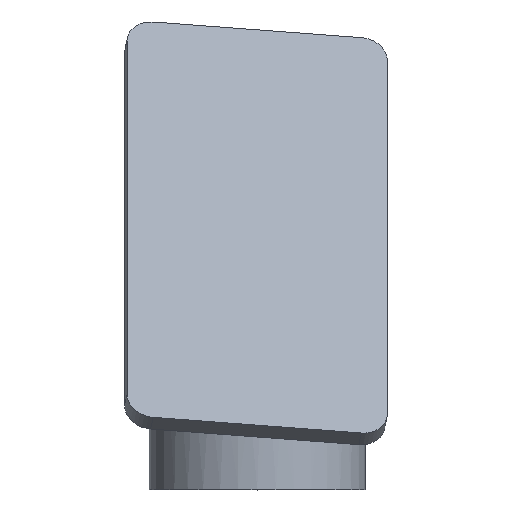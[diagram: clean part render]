
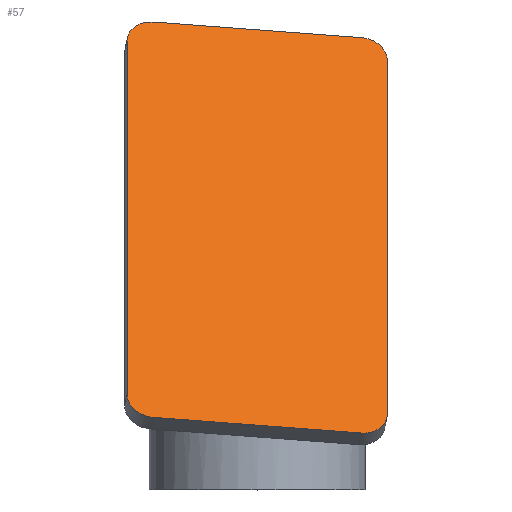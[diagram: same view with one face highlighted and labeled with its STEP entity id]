
A CAD part, top view. The second image highlights one B-rep face of the part: STEP entity #57.
In plain terms, the highlighted planar face has unit normal (0.125, 0.589, 0.798).
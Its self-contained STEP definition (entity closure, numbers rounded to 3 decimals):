
#21 = EDGE_CURVE('',#22,#24,#26,.T.);
#22 = VERTEX_POINT('',#23);
#23 = CARTESIAN_POINT('',(-47.099,-66.593,
    55.73));
#24 = VERTEX_POINT('',#25);
#25 = CARTESIAN_POINT('',(-47.099,-12.665,
    15.971));
#26 = LINE('',#27,#28);
#27 = CARTESIAN_POINT('',(-47.099,-69.812,
    58.104));
#28 = VECTOR('',#29,1.);
#29 = DIRECTION('',(0.,0.805,-0.593)
  );
#57 = ADVANCED_FACE('',(#58),#119,.T.);
#58 = FACE_BOUND('',#59,.T.);
#59 = EDGE_LOOP('',(#60,#61,#70,#78,#87,#95,#104,#112));
#60 = ORIENTED_EDGE('',*,*,#21,.F.);
#61 = ORIENTED_EDGE('',*,*,#62,.T.);
#62 = EDGE_CURVE('',#22,#63,#65,.T.);
#63 = VERTEX_POINT('',#64);
#64 = CARTESIAN_POINT('',(-43.131,-70.11,
    57.7));
#65 = CIRCLE('',#66,4.);
#66 = AXIS2_PLACEMENT_3D('',#67,#68,#69);
#67 = CARTESIAN_POINT('',(-43.131,-66.89,
    55.326));
#68 = DIRECTION('',(0.125,0.589,0.799));
#69 = DIRECTION('',(0.,0.805,-0.593)
  );
#70 = ORIENTED_EDGE('',*,*,#71,.F.);
#71 = EDGE_CURVE('',#72,#63,#74,.T.);
#72 = VERTEX_POINT('',#73);
#73 = CARTESIAN_POINT('',(-11.383,-72.49,
    54.472));
#74 = LINE('',#75,#76);
#75 = CARTESIAN_POINT('',(-7.414,-72.787,
    54.068));
#76 = VECTOR('',#77,1.);
#77 = DIRECTION('',(-0.992,0.074,0.101));
#78 = ORIENTED_EDGE('',*,*,#79,.T.);
#79 = EDGE_CURVE('',#72,#80,#82,.T.);
#80 = VERTEX_POINT('',#81);
#81 = CARTESIAN_POINT('',(-7.414,-69.568,
    51.695));
#82 = CIRCLE('',#83,4.);
#83 = AXIS2_PLACEMENT_3D('',#84,#85,#86);
#84 = CARTESIAN_POINT('',(-11.383,-69.27,
    52.098));
#85 = DIRECTION('',(0.125,0.589,0.799));
#86 = DIRECTION('',(0.,0.805,-0.593)
  );
#87 = ORIENTED_EDGE('',*,*,#88,.F.);
#88 = EDGE_CURVE('',#89,#80,#91,.T.);
#89 = VERTEX_POINT('',#90);
#90 = CARTESIAN_POINT('',(-7.414,-15.64,
    11.936));
#91 = LINE('',#92,#93);
#92 = CARTESIAN_POINT('',(-7.414,-12.42,9.562
    ));
#93 = VECTOR('',#94,1.);
#94 = DIRECTION('',(0.,-0.805,0.593));
#95 = ORIENTED_EDGE('',*,*,#96,.F.);
#96 = EDGE_CURVE('',#97,#89,#99,.T.);
#97 = VERTEX_POINT('',#98);
#98 = CARTESIAN_POINT('',(-11.383,-12.123,9.966
    ));
#99 = CIRCLE('',#100,4.);
#100 = AXIS2_PLACEMENT_3D('',#101,#102,#103);
#101 = CARTESIAN_POINT('',(-11.383,-15.342,12.339
    ));
#102 = DIRECTION('',(-0.125,-0.589,-0.799));
#103 = DIRECTION('',(0.,0.805,-0.593)
  );
#104 = ORIENTED_EDGE('',*,*,#105,.F.);
#105 = EDGE_CURVE('',#106,#97,#108,.T.);
#106 = VERTEX_POINT('',#107);
#107 = CARTESIAN_POINT('',(-43.131,-9.743,
    13.194));
#108 = LINE('',#109,#110);
#109 = CARTESIAN_POINT('',(-47.099,-9.445,
    13.597));
#110 = VECTOR('',#111,1.);
#111 = DIRECTION('',(0.992,-0.074,-0.101)
  );
#112 = ORIENTED_EDGE('',*,*,#113,.F.);
#113 = EDGE_CURVE('',#24,#106,#114,.T.);
#114 = CIRCLE('',#115,4.);
#115 = AXIS2_PLACEMENT_3D('',#116,#117,#118);
#116 = CARTESIAN_POINT('',(-43.131,-12.962,
    15.567));
#117 = DIRECTION('',(-0.125,-0.589,-0.799));
#118 = DIRECTION('',(0.,0.805,-0.593)
  );
#119 = PLANE('',#120);
#120 = AXIS2_PLACEMENT_3D('',#121,#122,#123);
#121 = CARTESIAN_POINT('',(-27.257,-41.116,
    33.833));
#122 = DIRECTION('',(0.125,0.589,0.799));
#123 = DIRECTION('',(0.,-0.805,0.593)
  );
